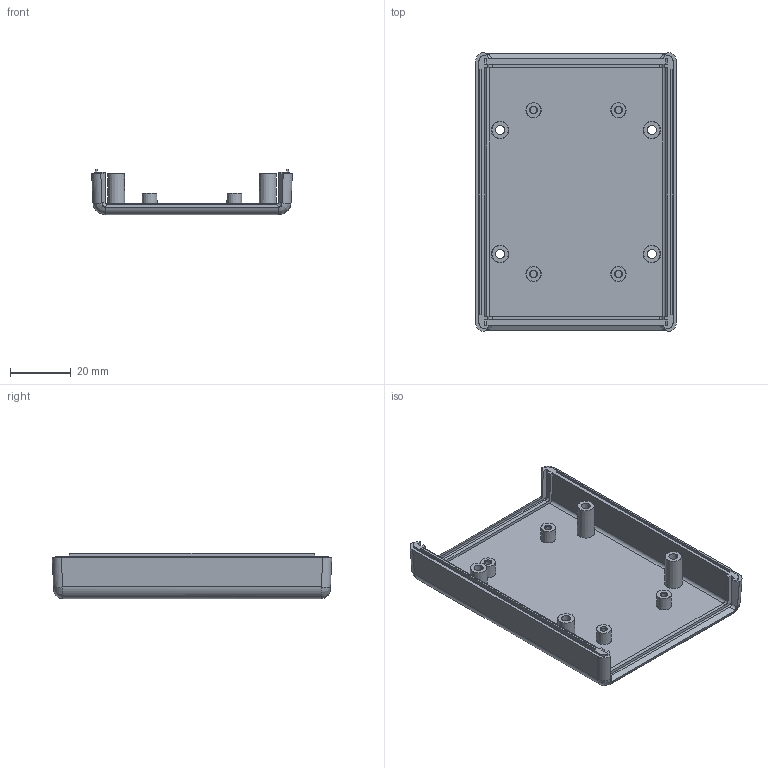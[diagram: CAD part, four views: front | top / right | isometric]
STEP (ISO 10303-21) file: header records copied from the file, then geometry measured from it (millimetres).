
FILE_DESCRIPTION((''),'2;1');
FILE_NAME('1593L BOTTOM.stp','2005-11-17T09:06:51',('rboehler'),(''),'Autodesk Inventor 10','Autodesk Inventor 10','');
FILE_SCHEMA(('AUTOMOTIVE_DESIGN { 1 0 10303 214 1 1 1 1 }'));
Length unit declared in the file: millimetre
Products named in the file (1): 1593L BOTTOM
Bounding box: 66.18 x 92.18 x 14.9 mm (x, y, z)
Volume: 21534.4 mm3; surface area: 18851 mm2
Topology: 1 solids, 1 shells, 139 faces, 346 edges, 225 vertices
Faces by surface type: plane 65, bspline 48, cylinder 18, cone 8
Entity records: 5641 total; most frequent: CARTESIAN_POINT 2629, ORIENTED_EDGE 628, DIRECTION 528, EDGE_CURVE 314, VERTEX_POINT 217, EDGE_LOOP 187, AXIS2_PLACEMENT_3D 180, VECTOR 168
